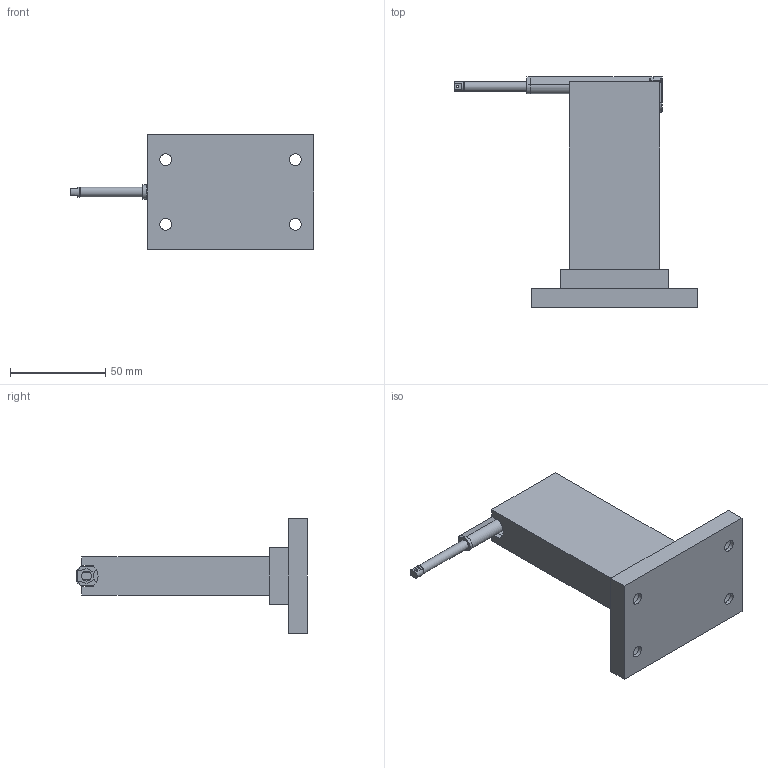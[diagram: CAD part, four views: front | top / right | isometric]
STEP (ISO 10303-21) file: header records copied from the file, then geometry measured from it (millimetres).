
FILE_DESCRIPTION(/* description */ (''),/* implementation_level */ '2;1');
FILE_NAME(/* name */ 'actuator mount.step',/* time_stamp */ '2025-08-01T15:39:39-07:00',/* author */ (''),/* organization */ (''),/* preprocessor_version */ 'ST-DEVELOPER v20.1',/* originating_system */ 'Autodesk Translation Framework v14.10.0.0',/* authorisation */ '');
FILE_SCHEMA (('AUTOMOTIVE_DESIGN { 1 0 10303 214 3 1 1 }'));
Length unit declared in the file: millimetre
Products named in the file (4): Actuator mount; Actuator Assembly; Linear Actuator; Actuator Rod
Assembly tree (3 placements, depth 3):
  Actuator mount
    Actuator Assembly
      Linear Actuator
      Actuator Rod
Bounding box: 128.01 x 121.32 x 60 mm (x, y, z)
Volume: 157491.6 mm3; surface area: 36478.5 mm2
Topology: 12 solids, 12 shells, 140 faces, 306 edges, 196 vertices
Faces by surface type: plane 93, cylinder 42, torus 5
Full cylindrical faces by diameter (mm): 0.7 x3, 1.5 x1, 3.25 x1, 4.75 x1, 5 x4, 5.25 x1, 6.25 x4, 9.5 x3, 12 x4
Entity records: 3992 total; most frequent: DIRECTION 693, CARTESIAN_POINT 675, ORIENTED_EDGE 612, EDGE_CURVE 306, AXIS2_PLACEMENT_3D 242, LINE 209, VECTOR 209, VERTEX_POINT 196
